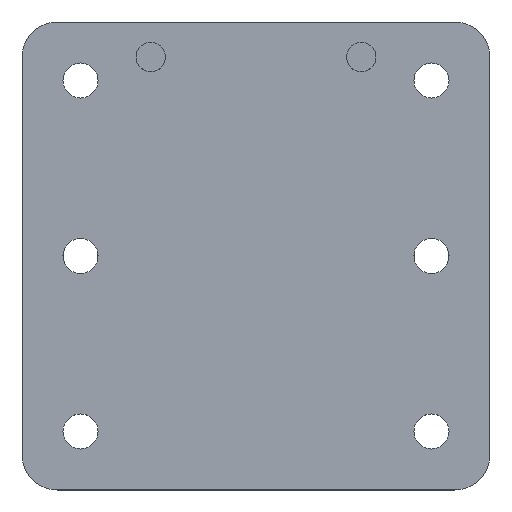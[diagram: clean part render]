
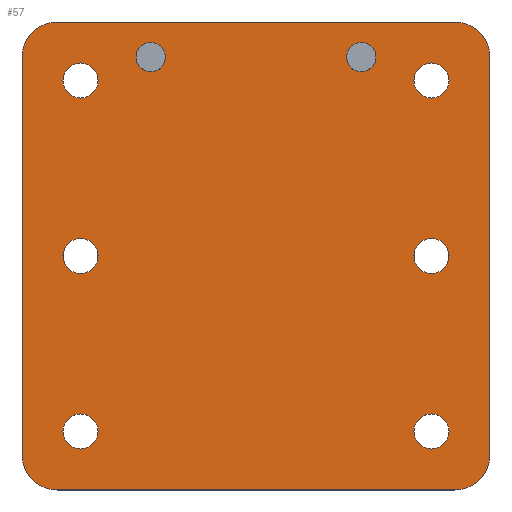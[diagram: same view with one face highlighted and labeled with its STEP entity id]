
A CAD part, top view. The second image highlights one B-rep face of the part: STEP entity #57.
In plain terms, the highlighted planar face has unit normal (0, 0, 1).
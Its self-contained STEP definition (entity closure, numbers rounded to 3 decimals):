
#57=ADVANCED_FACE('',(#247,#249,#251,#253,#255,#257,#259,#261,#263),#265,.T.);
#247=FACE_BOUND('',#248,.T.);
#248=EDGE_LOOP('',(#426,#427,#428,#429,#430,#431,#432,#433));
#249=FACE_BOUND('',#250,.T.);
#250=EDGE_LOOP('',(#434));
#251=FACE_BOUND('',#252,.T.);
#252=EDGE_LOOP('',(#435));
#253=FACE_BOUND('',#254,.T.);
#254=EDGE_LOOP('',(#436));
#255=FACE_BOUND('',#256,.T.);
#256=EDGE_LOOP('',(#437));
#257=FACE_BOUND('',#258,.T.);
#258=EDGE_LOOP('',(#438));
#259=FACE_BOUND('',#260,.T.);
#260=EDGE_LOOP('',(#439));
#261=FACE_BOUND('',#262,.T.);
#262=EDGE_LOOP('',(#440));
#263=FACE_BOUND('',#264,.T.);
#264=EDGE_LOOP('',(#441));
#265=PLANE('',#266);
#266=AXIS2_PLACEMENT_3D('',#267,#268,#269);
#267=CARTESIAN_POINT('',(0.,0.,2.));
#268=DIRECTION('',(0.,0.,1.));
#269=DIRECTION('',(0.,1.,0.));
#426=ORIENTED_EDGE('',*,*,#506,.F.);
#427=ORIENTED_EDGE('',*,*,#507,.T.);
#428=ORIENTED_EDGE('',*,*,#508,.F.);
#429=ORIENTED_EDGE('',*,*,#509,.T.);
#430=ORIENTED_EDGE('',*,*,#510,.F.);
#431=ORIENTED_EDGE('',*,*,#511,.T.);
#432=ORIENTED_EDGE('',*,*,#512,.F.);
#433=ORIENTED_EDGE('',*,*,#513,.T.);
#434=ORIENTED_EDGE('',*,*,#514,.F.);
#435=ORIENTED_EDGE('',*,*,#515,.F.);
#436=ORIENTED_EDGE('',*,*,#516,.T.);
#437=ORIENTED_EDGE('',*,*,#517,.T.);
#438=ORIENTED_EDGE('',*,*,#518,.T.);
#439=ORIENTED_EDGE('',*,*,#519,.T.);
#440=ORIENTED_EDGE('',*,*,#520,.T.);
#441=ORIENTED_EDGE('',*,*,#521,.T.);
#506=EDGE_CURVE('',#560,#561,#562,.F.);
#507=EDGE_CURVE('',#560,#563,#564,.T.);
#508=EDGE_CURVE('',#565,#563,#566,.F.);
#509=EDGE_CURVE('',#565,#567,#568,.T.);
#510=EDGE_CURVE('',#569,#567,#570,.F.);
#511=EDGE_CURVE('',#569,#571,#572,.T.);
#512=EDGE_CURVE('',#573,#571,#574,.F.);
#513=EDGE_CURVE('',#573,#561,#575,.T.);
#514=EDGE_CURVE('',#576,#576,#577,.T.);
#515=EDGE_CURVE('',#578,#578,#579,.T.);
#516=EDGE_CURVE('',#580,#580,#581,.F.);
#517=EDGE_CURVE('',#582,#582,#583,.F.);
#518=EDGE_CURVE('',#584,#584,#585,.F.);
#519=EDGE_CURVE('',#586,#586,#587,.F.);
#520=EDGE_CURVE('',#588,#588,#589,.F.);
#521=EDGE_CURVE('',#590,#590,#591,.F.);
#560=VERTEX_POINT('',#670);
#561=VERTEX_POINT('',#671);
#562=CIRCLE('',#672,3.);
#563=VERTEX_POINT('',#676);
#564=LINE('',#677,#678);
#565=VERTEX_POINT('',#680);
#566=CIRCLE('',#681,3.);
#567=VERTEX_POINT('',#685);
#568=LINE('',#686,#687);
#569=VERTEX_POINT('',#689);
#570=CIRCLE('',#690,3.);
#571=VERTEX_POINT('',#694);
#572=LINE('',#695,#696);
#573=VERTEX_POINT('',#698);
#574=CIRCLE('',#699,3.);
#575=LINE('',#703,#704);
#576=VERTEX_POINT('',#706);
#577=CIRCLE('',#707,1.25);
#578=VERTEX_POINT('',#711);
#579=CIRCLE('',#712,1.25);
#580=VERTEX_POINT('',#716);
#581=CIRCLE('',#717,1.5);
#582=VERTEX_POINT('',#721);
#583=CIRCLE('',#722,1.5);
#584=VERTEX_POINT('',#726);
#585=CIRCLE('',#727,1.5);
#586=VERTEX_POINT('',#731);
#587=CIRCLE('',#732,1.5);
#588=VERTEX_POINT('',#736);
#589=CIRCLE('',#737,1.5);
#590=VERTEX_POINT('',#741);
#591=CIRCLE('',#742,1.5);
#670=CARTESIAN_POINT('',(17.,0.,2.));
#671=CARTESIAN_POINT('',(20.,-3.,2.));
#672=AXIS2_PLACEMENT_3D('',#673,#674,#675);
#673=CARTESIAN_POINT('',(17.,-3.,2.));
#674=DIRECTION('',(0.,0.,1.));
#675=DIRECTION('',(1.,0.,0.));
#676=CARTESIAN_POINT('',(-17.,0.,2.));
#677=CARTESIAN_POINT('',(17.,0.,2.));
#678=VECTOR('',#679,1.);
#679=DIRECTION('',(-1.,0.,0.));
#680=CARTESIAN_POINT('',(-20.,-3.,2.));
#681=AXIS2_PLACEMENT_3D('',#682,#683,#684);
#682=CARTESIAN_POINT('',(-17.,-3.,2.));
#683=DIRECTION('',(0.,0.,1.));
#684=DIRECTION('',(0.,1.,0.));
#685=CARTESIAN_POINT('',(-20.,-37.,2.));
#686=CARTESIAN_POINT('',(-20.,-3.,2.));
#687=VECTOR('',#688,1.);
#688=DIRECTION('',(0.,-1.,0.));
#689=CARTESIAN_POINT('',(-17.,-40.,2.));
#690=AXIS2_PLACEMENT_3D('',#691,#692,#693);
#691=CARTESIAN_POINT('',(-17.,-37.,2.));
#692=DIRECTION('',(0.,0.,1.));
#693=DIRECTION('',(-1.,0.,0.));
#694=CARTESIAN_POINT('',(17.,-40.,2.));
#695=CARTESIAN_POINT('',(-17.,-40.,2.));
#696=VECTOR('',#697,1.);
#697=DIRECTION('',(1.,0.,0.));
#698=CARTESIAN_POINT('',(20.,-37.,2.));
#699=AXIS2_PLACEMENT_3D('',#700,#701,#702);
#700=CARTESIAN_POINT('',(17.,-37.,2.));
#701=DIRECTION('',(0.,0.,1.));
#702=DIRECTION('',(0.,-1.,0.));
#703=CARTESIAN_POINT('',(20.,-37.,2.));
#704=VECTOR('',#705,1.);
#705=DIRECTION('',(0.,1.,0.));
#706=CARTESIAN_POINT('',(-9.,-1.75,2.));
#707=AXIS2_PLACEMENT_3D('',#708,#709,#710);
#708=CARTESIAN_POINT('',(-9.,-3.,2.));
#709=DIRECTION('',(0.,0.,1.));
#710=DIRECTION('',(0.,1.,0.));
#711=CARTESIAN_POINT('',(9.,-1.75,2.));
#712=AXIS2_PLACEMENT_3D('',#713,#714,#715);
#713=CARTESIAN_POINT('',(9.,-3.,2.));
#714=DIRECTION('',(0.,0.,1.));
#715=DIRECTION('',(0.,1.,0.));
#716=CARTESIAN_POINT('',(-15.,-33.5,2.));
#717=AXIS2_PLACEMENT_3D('',#718,#719,#720);
#718=CARTESIAN_POINT('',(-15.,-35.,2.));
#719=DIRECTION('',(0.,0.,1.));
#720=DIRECTION('',(0.,1.,0.));
#721=CARTESIAN_POINT('',(-15.,-3.5,2.));
#722=AXIS2_PLACEMENT_3D('',#723,#724,#725);
#723=CARTESIAN_POINT('',(-15.,-5.,2.));
#724=DIRECTION('',(0.,0.,1.));
#725=DIRECTION('',(0.,1.,0.));
#726=CARTESIAN_POINT('',(15.,-33.5,2.));
#727=AXIS2_PLACEMENT_3D('',#728,#729,#730);
#728=CARTESIAN_POINT('',(15.,-35.,2.));
#729=DIRECTION('',(0.,0.,1.));
#730=DIRECTION('',(0.,1.,0.));
#731=CARTESIAN_POINT('',(15.,-3.5,2.));
#732=AXIS2_PLACEMENT_3D('',#733,#734,#735);
#733=CARTESIAN_POINT('',(15.,-5.,2.));
#734=DIRECTION('',(0.,0.,1.));
#735=DIRECTION('',(0.,1.,0.));
#736=CARTESIAN_POINT('',(-15.,-18.5,2.));
#737=AXIS2_PLACEMENT_3D('',#738,#739,#740);
#738=CARTESIAN_POINT('',(-15.,-20.,2.));
#739=DIRECTION('',(0.,0.,1.));
#740=DIRECTION('',(0.,1.,0.));
#741=CARTESIAN_POINT('',(15.,-18.5,2.));
#742=AXIS2_PLACEMENT_3D('',#743,#744,#745);
#743=CARTESIAN_POINT('',(15.,-20.,2.));
#744=DIRECTION('',(0.,0.,1.));
#745=DIRECTION('',(0.,1.,0.));
